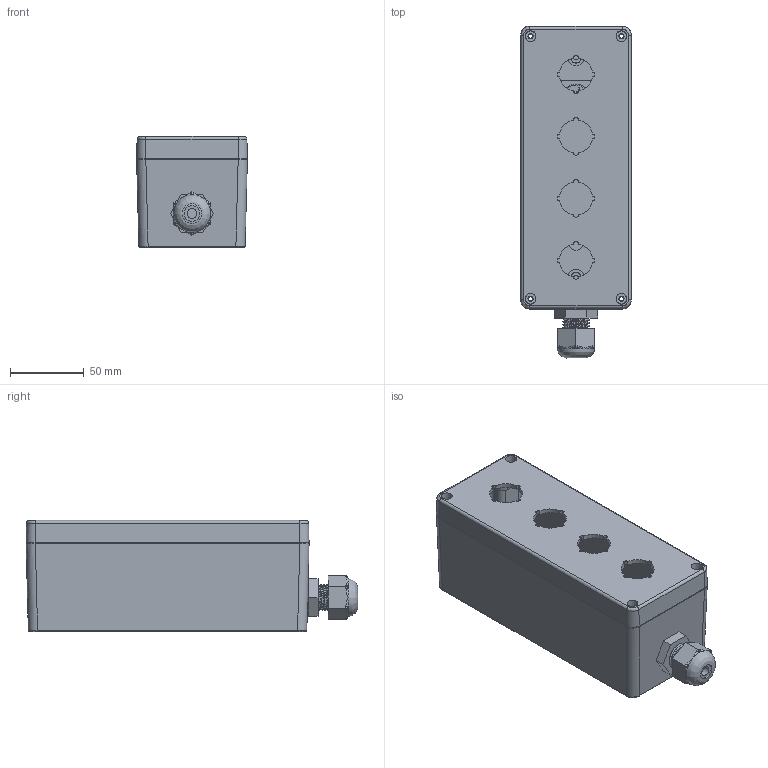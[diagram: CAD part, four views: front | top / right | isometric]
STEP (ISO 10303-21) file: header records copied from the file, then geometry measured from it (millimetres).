
FILE_DESCRIPTION(/* description */ (''),/* implementation_level */ '2;1');
FILE_NAME(/* name */ 'ZEB190.75.75-4.stp',/* time_stamp */ '2023-06-20T09:28:18+02:00',/* author */ ('ploter'),/* organization */ (''),/* preprocessor_version */ 'ST-DEVELOPER v16.5',/* originating_system */ 'Autodesk Inventor 2017',/* authorisation */ '');
FILE_SCHEMA (('AUTOMOTIVE_DESIGN { 1 0 10303 214 3 1 1 }'));
Products named in the file (7): ZP190.75.60J ABS TM ES4p; ZPB190.75.60; ZPC190.75.60; dlawnica 16; cableclamp_base_M16_black; cableclamp_nut_16; rubber socket16
Assembly tree (6 placements, depth 3):
  ZP190.75.60J ABS TM ES4p
    ZPB190.75.60
    ZPC190.75.60
    dlawnica 16
      cableclamp_base_M16_black
      cableclamp_nut_16
      rubber socket16
Bounding box: 75.09 x 224.88 x 75.28 mm (x, y, z)
Volume: 222992.5 mm3; surface area: 160341.6 mm2
Topology: 5 solids, 5 shells, 1173 faces, 3120 edges, 2040 vertices
Faces by surface type: plane 608, cylinder 294, bspline 212, cone 59
Full cylindrical faces by diameter (mm): 2.803 x4, 3.181 x8, 3.503 x4, 3.976 x4, 4.004 x4, 4.175 x4, 5.96 x4, 6.667 x1, 7.952 x12, 9.94 x3, 10.667 x2, 13.333 x3, 16.3 x1
Entity records: 49947 total; most frequent: CARTESIAN_POINT 21625, ORIENTED_EDGE 6078, DIRECTION 5356, EDGE_CURVE 3039, VERTEX_POINT 2036, LINE 1798, VECTOR 1798, AXIS2_PLACEMENT_3D 1779
